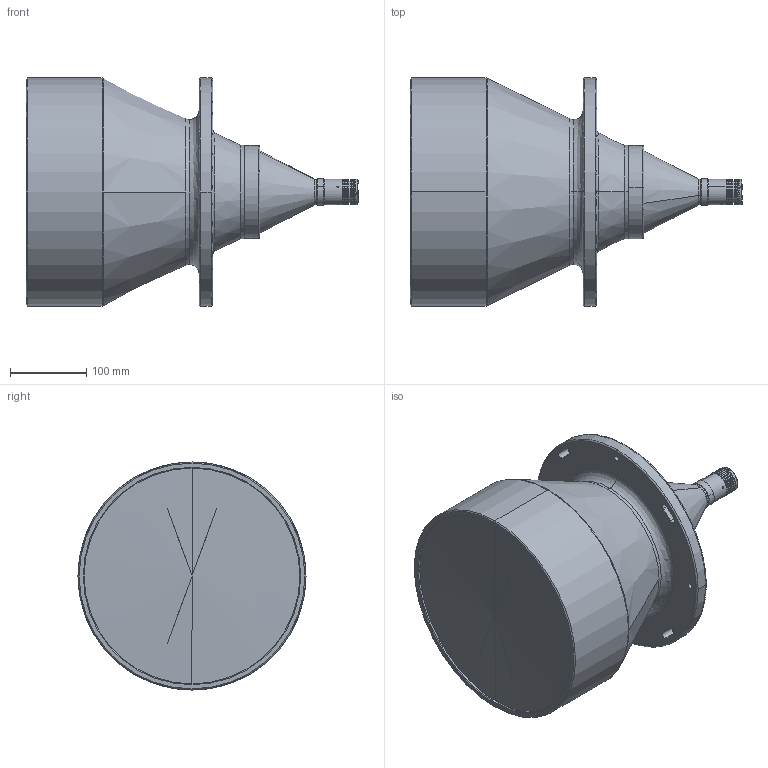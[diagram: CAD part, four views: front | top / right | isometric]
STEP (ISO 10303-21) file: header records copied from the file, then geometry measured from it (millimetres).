
FILE_DESCRIPTION (( 'STEP AP203' ), '1' );
FILE_NAME ('DTCL-258.STEP', '2020-11-16T06:33:21', ( '' ), ( '' ), 'SwSTEP 2.0', 'SolidWorks 2017', '' );
FILE_SCHEMA (( 'CONFIG_CONTROL_DESIGN' ));
Length unit declared in the file: millimetre
Products named in the file (1): DTCL-258
Bounding box: 436.83 x 300 x 300 mm (x, y, z)
Volume: 15280675.2 mm3; surface area: 443502.1 mm2
Topology: 1 solids, 1 shells, 201 faces, 491 edges, 309 vertices
Faces by surface type: cylinder 114, cone 36, plane 31, bspline 16, torus 4
Entity records: 7113 total; most frequent: CARTESIAN_POINT 2290, DIRECTION 1061, ORIENTED_EDGE 958, EDGE_CURVE 479, AXIS2_PLACEMENT_3D 450, VERTEX_POINT 307, CIRCLE 267, EDGE_LOOP 248
